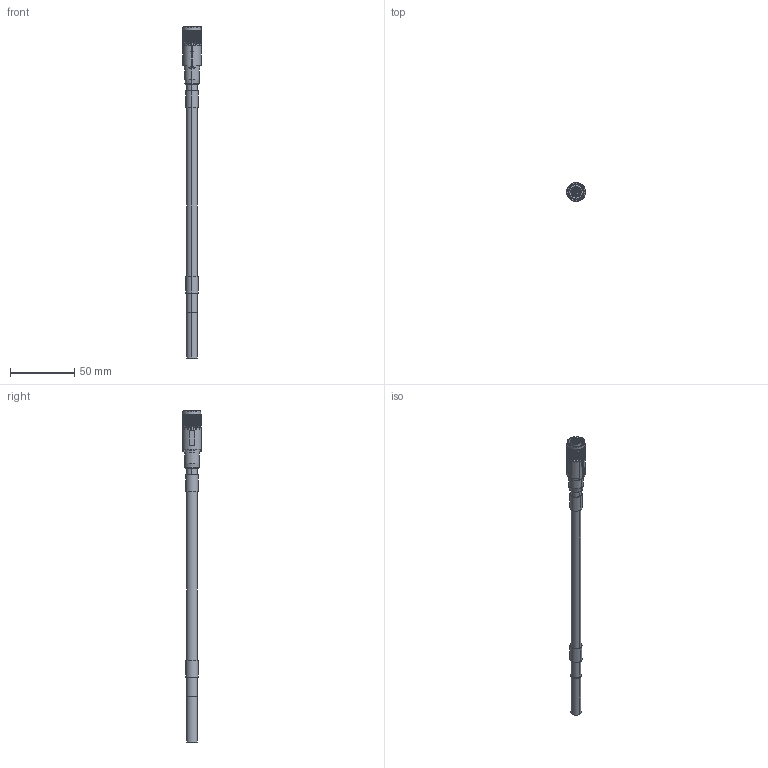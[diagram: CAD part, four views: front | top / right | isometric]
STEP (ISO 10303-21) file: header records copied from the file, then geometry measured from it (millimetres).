
FILE_DESCRIPTION (( 'STEP AP214' ), '1' );
FILE_NAME ('0E011031_ohne Beschriftung.STEP', '2025-05-07T13:48:50', ( '' ), ( '' ), 'SwSTEP 2.0', 'SolidWorks 2024', '' );
FILE_SCHEMA (( 'AUTOMOTIVE_DESIGN' ));
Length unit declared in the file: millimetre
Products named in the file (1): 0E011031_ohne Beschriftung
Bounding box: 14.8 x 15.01 x 258.2 mm (x, y, z)
Volume: 18511.2 mm3; surface area: 9005.4 mm2
Topology: 1 solids, 1 shells, 448 faces, 1175 edges, 766 vertices
Faces by surface type: plane 164, cylinder 162, cone 46, bspline 39, torus 35, sphere 2
Entity records: 16549 total; most frequent: CARTESIAN_POINT 5623, ORIENTED_EDGE 2346, DIRECTION 2187, EDGE_CURVE 1173, AXIS2_PLACEMENT_3D 805, VERTEX_POINT 766, LINE 577, VECTOR 577
